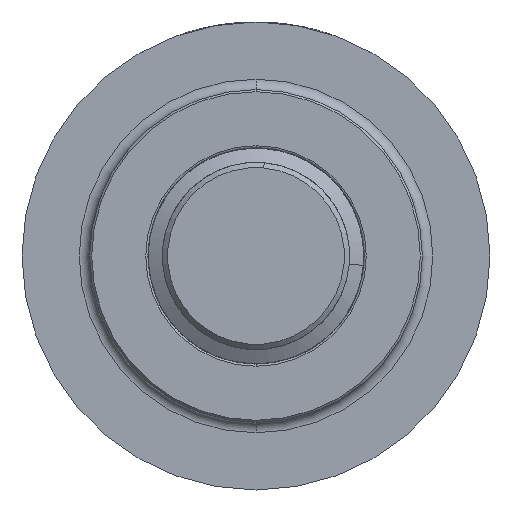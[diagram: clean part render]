
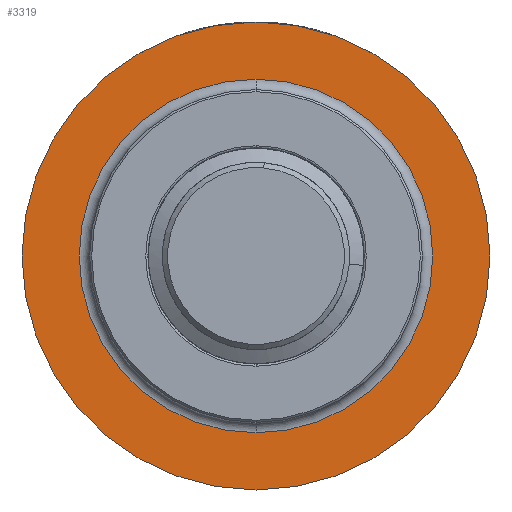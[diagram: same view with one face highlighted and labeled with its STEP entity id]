
A CAD part, front view. The second image highlights one B-rep face of the part: STEP entity #3319.
In plain terms, the highlighted planar face has unit normal (0, -1, 0).
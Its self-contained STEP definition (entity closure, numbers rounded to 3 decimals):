
#50 = DIRECTION ( 'NONE',  ( 0., -1., 0. ) ) ;
#147 = DIRECTION ( 'NONE',  ( 0., -1., 0. ) ) ;
#280 = EDGE_LOOP ( 'NONE', ( #7285, #2413 ) ) ;
#719 = EDGE_CURVE ( 'NONE', #5243, #7042, #7289, .T. ) ;
#801 = VERTEX_POINT ( 'NONE', #1466 ) ;
#1199 = CARTESIAN_POINT ( 'NONE',  ( 0., 1.42, 0. ) ) ;
#1373 = DIRECTION ( 'NONE',  ( 0., 0., -1. ) ) ;
#1466 = CARTESIAN_POINT ( 'NONE',  ( 0., 1.42, 17. ) ) ;
#1705 = AXIS2_PLACEMENT_3D ( 'NONE', #1993, #147, #1939 ) ;
#1939 = DIRECTION ( 'NONE',  ( 0., 0., -1. ) ) ;
#1993 = CARTESIAN_POINT ( 'NONE',  ( 0., 1.42, 0. ) ) ;
#2142 = FACE_OUTER_BOUND ( 'NONE', #2307, .T. ) ;
#2307 = EDGE_LOOP ( 'NONE', ( #5383, #7379 ) ) ;
#2413 = ORIENTED_EDGE ( 'NONE', *, *, #2859, .F. ) ;
#2542 = DIRECTION ( 'NONE',  ( 0., 0., -1. ) ) ;
#2859 = EDGE_CURVE ( 'NONE', #801, #6755, #6497, .T. ) ;
#3207 = AXIS2_PLACEMENT_3D ( 'NONE', #1199, #50, #2542 ) ;
#3215 = DIRECTION ( 'NONE',  ( 0., 0., -1. ) ) ;
#3219 = EDGE_CURVE ( 'NONE', #6755, #801, #5416, .T. ) ;
#3319 = ADVANCED_FACE ( 'NONE', ( #2142, #7556 ), #5014, .T. ) ;
#3616 = CARTESIAN_POINT ( 'NONE',  ( 0., 1.42, -17. ) ) ;
#4057 = CARTESIAN_POINT ( 'NONE',  ( 0., 1.42, 0. ) ) ;
#4604 = EDGE_CURVE ( 'NONE', #7042, #5243, #7654, .T. ) ;
#4972 = CARTESIAN_POINT ( 'NONE',  ( 0., 1.42, -22.5 ) ) ;
#5014 = PLANE ( 'NONE',  #5955 ) ;
#5051 = CARTESIAN_POINT ( 'NONE',  ( 0., 1.42, 0. ) ) ;
#5180 = AXIS2_PLACEMENT_3D ( 'NONE', #5051, #5659, #1373 ) ;
#5243 = VERTEX_POINT ( 'NONE', #7939 ) ;
#5293 = DIRECTION ( 'NONE',  ( 0., -1., 0. ) ) ;
#5383 = ORIENTED_EDGE ( 'NONE', *, *, #4604, .T. ) ;
#5416 = CIRCLE ( 'NONE', #3207, 17. ) ;
#5659 = DIRECTION ( 'NONE',  ( 0., -1., 0. ) ) ;
#5761 = AXIS2_PLACEMENT_3D ( 'NONE', #4057, #5293, #6574 ) ;
#5765 = DIRECTION ( 'NONE',  ( 0., -1., 0. ) ) ;
#5955 = AXIS2_PLACEMENT_3D ( 'NONE', #6283, #5765, #3215 ) ;
#6283 = CARTESIAN_POINT ( 'NONE',  ( 17., 1.42, 0. ) ) ;
#6497 = CIRCLE ( 'NONE', #1705, 17. ) ;
#6574 = DIRECTION ( 'NONE',  ( 0., 0., -1. ) ) ;
#6755 = VERTEX_POINT ( 'NONE', #3616 ) ;
#7042 = VERTEX_POINT ( 'NONE', #4972 ) ;
#7285 = ORIENTED_EDGE ( 'NONE', *, *, #3219, .F. ) ;
#7289 = CIRCLE ( 'NONE', #5180, 22.5 ) ;
#7379 = ORIENTED_EDGE ( 'NONE', *, *, #719, .T. ) ;
#7556 = FACE_BOUND ( 'NONE', #280, .T. ) ;
#7654 = CIRCLE ( 'NONE', #5761, 22.5 ) ;
#7939 = CARTESIAN_POINT ( 'NONE',  ( 0., 1.42, 22.5 ) ) ;
